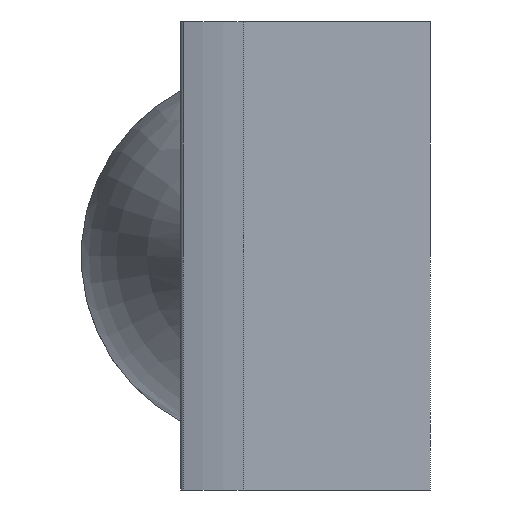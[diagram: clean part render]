
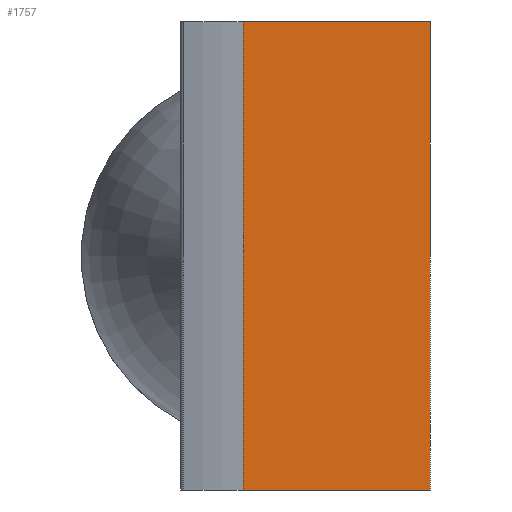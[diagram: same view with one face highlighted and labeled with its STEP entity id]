
A CAD part, left-side view. The second image highlights one B-rep face of the part: STEP entity #1757.
In plain terms, the highlighted planar face has unit normal (-1, 0, 0).
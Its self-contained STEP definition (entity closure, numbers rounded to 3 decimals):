
#364=ORIENTED_EDGE('',*,*,#597,.T.);
#365=ORIENTED_EDGE('',*,*,#598,.F.);
#366=ORIENTED_EDGE('',*,*,#599,.F.);
#367=ORIENTED_EDGE('',*,*,#600,.T.);
#597=EDGE_CURVE('',#724,#725,#821,.T.);
#598=EDGE_CURVE('',#726,#725,#822,.T.);
#599=EDGE_CURVE('',#727,#726,#823,.T.);
#600=EDGE_CURVE('',#727,#724,#824,.T.);
#724=VERTEX_POINT('',#2613);
#725=VERTEX_POINT('',#2614);
#726=VERTEX_POINT('',#2616);
#727=VERTEX_POINT('',#2618);
#821=LINE('',#2612,#920);
#822=LINE('',#2615,#921);
#823=LINE('',#2617,#922);
#824=LINE('',#2619,#923);
#920=VECTOR('',#2230,1000.);
#921=VECTOR('',#2231,1000.);
#922=VECTOR('',#2232,1000.);
#923=VECTOR('',#2233,1000.);
#1012=EDGE_LOOP('',(#364,#365,#366,#367));
#1106=FACE_BOUND('',#1012,.T.);
#1164=PLANE('',#1894);
#1757=ADVANCED_FACE('',(#1106),#1164,.F.);
#1894=AXIS2_PLACEMENT_3D('',#2611,#2228,#2229);
#2228=DIRECTION('',(1.,0.,0.));
#2229=DIRECTION('',(0.,0.,-1.));
#2230=DIRECTION('',(0.,-1.,0.));
#2231=DIRECTION('',(0.,0.,-1.));
#2232=DIRECTION('',(0.,-1.,0.));
#2233=DIRECTION('',(0.,0.,-1.));
#2611=CARTESIAN_POINT('',(-53.65,15.013,18.775));
#2612=CARTESIAN_POINT('',(-53.65,15.013,-18.775));
#2613=CARTESIAN_POINT('',(-53.65,15.013,-18.775));
#2614=CARTESIAN_POINT('',(-53.65,0.,-18.775));
#2615=CARTESIAN_POINT('',(-53.65,0.,18.775));
#2616=CARTESIAN_POINT('',(-53.65,0.,18.775));
#2617=CARTESIAN_POINT('',(-53.65,15.013,18.775));
#2618=CARTESIAN_POINT('',(-53.65,15.013,18.775));
#2619=CARTESIAN_POINT('',(-53.65,15.013,18.775));
